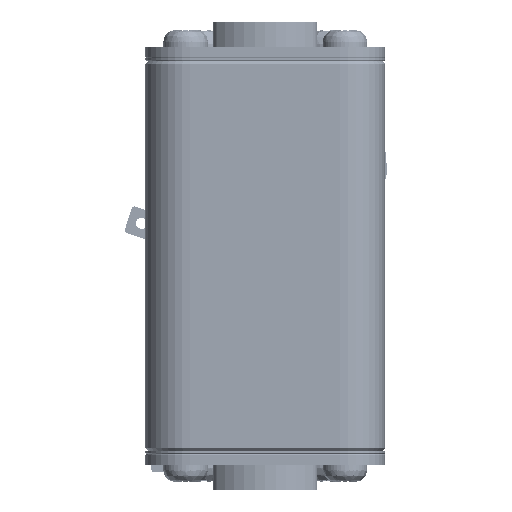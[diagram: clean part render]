
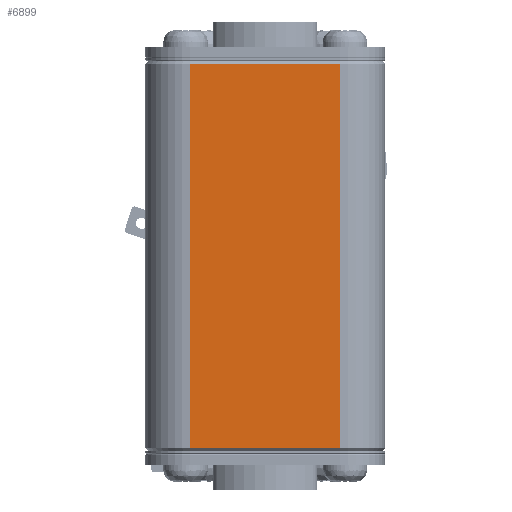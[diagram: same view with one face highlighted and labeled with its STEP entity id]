
A CAD part, left-side view. The second image highlights one B-rep face of the part: STEP entity #6899.
In plain terms, the highlighted planar face has unit normal (-1, 0, 0).
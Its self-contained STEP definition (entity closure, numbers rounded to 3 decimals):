
#1120=FACE_OUTER_BOUND('',#9531,.T.);
#3145=LINE('',#81845,#4779);
#3146=LINE('',#81848,#4780);
#3147=LINE('',#81850,#4781);
#3148=LINE('',#81852,#4782);
#4779=VECTOR('',#28306,1.);
#4780=VECTOR('',#28307,1.);
#4781=VECTOR('',#28308,1.);
#4782=VECTOR('',#28309,1.);
#5704=PLANE('',#23004);
#6899=ADVANCED_FACE('',(#1120),#5704,.F.);
#9531=EDGE_LOOP('',(#15001,#15002,#15003,#15004));
#15001=ORIENTED_EDGE('',*,*,#20147,.T.);
#15002=ORIENTED_EDGE('',*,*,#20148,.T.);
#15003=ORIENTED_EDGE('',*,*,#20149,.T.);
#15004=ORIENTED_EDGE('',*,*,#20150,.T.);
#17329=VERTEX_POINT('',#81846);
#17330=VERTEX_POINT('',#81847);
#17331=VERTEX_POINT('',#81849);
#17332=VERTEX_POINT('',#81851);
#20147=EDGE_CURVE('',#17329,#17330,#3145,.T.);
#20148=EDGE_CURVE('',#17330,#17331,#3146,.T.);
#20149=EDGE_CURVE('',#17331,#17332,#3147,.T.);
#20150=EDGE_CURVE('',#17332,#17329,#3148,.T.);
#23004=AXIS2_PLACEMENT_3D('',#81853,#28310,#28311);
#28306=DIRECTION('',(0.,0.,1.));
#28307=DIRECTION('',(0.,1.,0.));
#28308=DIRECTION('',(0.,0.,-1.));
#28309=DIRECTION('',(0.,-1.,0.));
#28310=DIRECTION('',(1.,0.,0.));
#28311=DIRECTION('',(0.,1.,0.));
#81845=CARTESIAN_POINT('',(-21.5,-13.5,70.));
#81846=CARTESIAN_POINT('',(-21.5,-13.5,0.5));
#81847=CARTESIAN_POINT('',(-21.5,-13.5,69.5));
#81848=CARTESIAN_POINT('',(-21.5,13.5,69.5));
#81849=CARTESIAN_POINT('',(-21.5,13.5,69.5));
#81850=CARTESIAN_POINT('',(-21.5,13.5,70.));
#81851=CARTESIAN_POINT('',(-21.5,13.5,0.5));
#81852=CARTESIAN_POINT('',(-21.5,21.5,0.5));
#81853=CARTESIAN_POINT('',(-21.5,21.5,70.));
